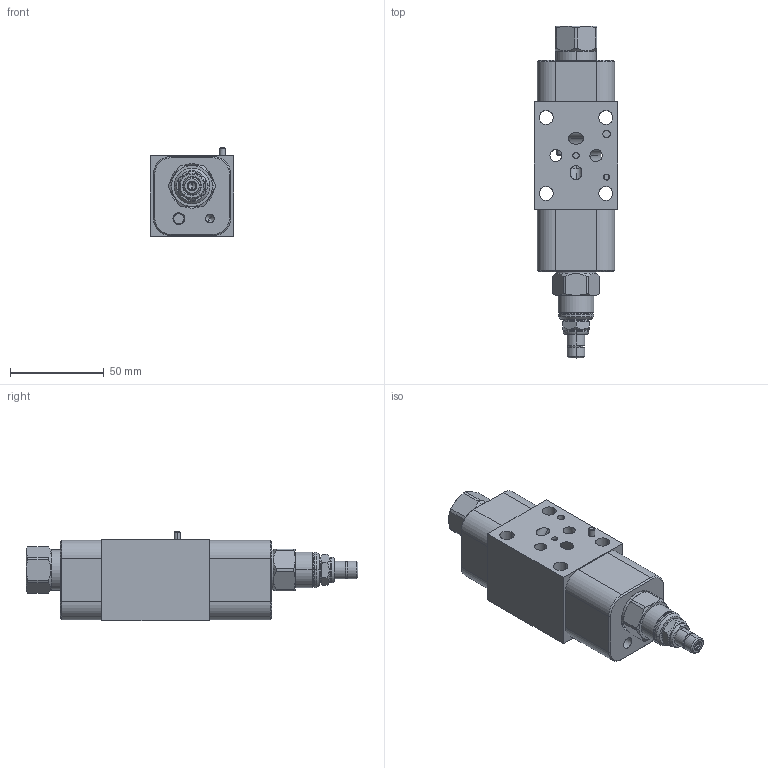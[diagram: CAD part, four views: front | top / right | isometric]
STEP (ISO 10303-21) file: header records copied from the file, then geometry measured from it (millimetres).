
FILE_DESCRIPTION((''),'2;1');
FILE_NAME('YPCRLANAA_ASM','2019-10-08T',('ProEService'),(''),'PRO/ENGINEER BY PARAMETRIC TECHNOLOGY CORPORATION, 2014200','PRO/ENGINEER BY PARAMETRIC TECHNOLOGY CORPORATION, 2014200','');
FILE_SCHEMA(('CONFIG_CONTROL_DESIGN'));
Length unit declared in the file: inch
Products named in the file (8): 150-283; 811-001-006; CXDAXCN; 850-004-250; PPDBLAN; 500-001-012; 700-002; YPCRLANAA_ASM
Assembly tree (8 placements, depth 2):
  YPCRLANAA_ASM
    150-283
    811-001-006
    CXDAXCN
    850-004-250  x2
    PPDBLAN
    500-001-012
    700-002
Bounding box: 44.45 x 176.96 x 47.5 mm (x, y, z)
Volume: 198071.5 mm3; surface area: 52496.2 mm2
Topology: 12 solids, 12 shells, 551 faces, 1643 edges, 1301 vertices
Faces by surface type: cylinder 228, plane 128, cone 103, torus 51, revolution 20, bspline 11, sphere 10
Entity records: 27072 total; most frequent: CARTESIAN_POINT 12649, DIRECTION 3030, ORIENTED_EDGE 2560, EDGE_CURVE 1280, AXIS2_PLACEMENT_3D 1116, VERTEX_POINT 799, VECTOR 778, LINE 778
